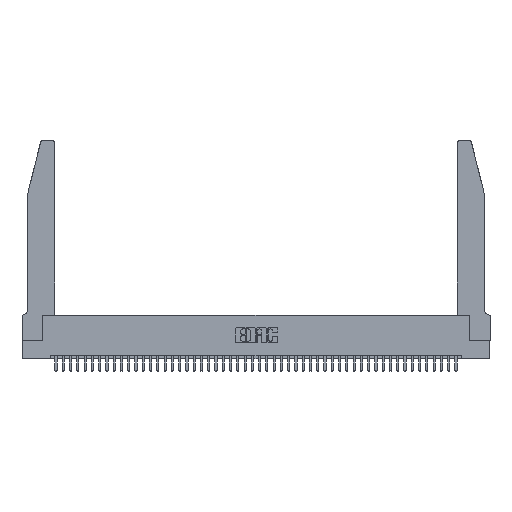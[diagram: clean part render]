
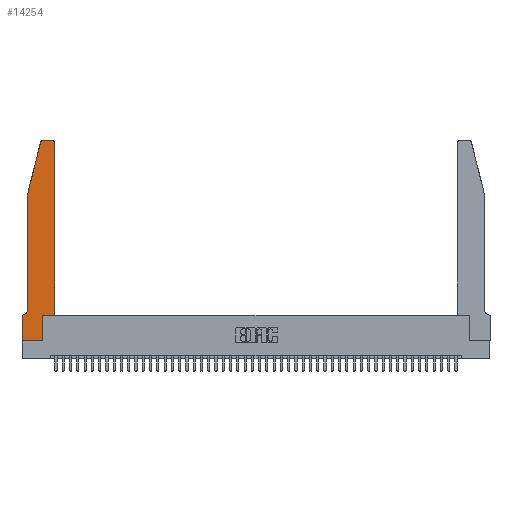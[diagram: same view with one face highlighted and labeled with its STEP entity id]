
A CAD part, top view. The second image highlights one B-rep face of the part: STEP entity #14254.
In plain terms, the highlighted planar face has unit normal (0, 0, 1).
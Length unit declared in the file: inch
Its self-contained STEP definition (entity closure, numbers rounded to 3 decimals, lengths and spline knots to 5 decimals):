
#523 = EDGE_CURVE ( 'NONE', #6939, #36842, #24937, .T. ) ;
#556 = CARTESIAN_POINT ( 'NONE',  ( 0.0755, 0.42, 0.37 ) ) ;
#1452 = VERTEX_POINT ( 'NONE', #556 ) ;
#1665 = ORIENTED_EDGE ( 'NONE', *, *, #18866, .T. ) ;
#2622 = CARTESIAN_POINT ( 'NONE',  ( 0.2605, 2.75, 0.37 ) ) ;
#3185 = CARTESIAN_POINT ( 'NONE',  ( 0.0755, 2., 0.37 ) ) ;
#3278 = DIRECTION ( 'NONE',  ( 0., 0., 1. ) ) ;
#3400 = DIRECTION ( 'NONE',  ( 1., 0., 0. ) ) ;
#3433 = AXIS2_PLACEMENT_3D ( 'NONE', #46803, #25397, #3400 ) ;
#3618 = EDGE_CURVE ( 'NONE', #7845, #12421, #11165, .T. ) ;
#3951 = LINE ( 'NONE', #12873, #20081 ) ;
#4765 = ORIENTED_EDGE ( 'NONE', *, *, #46100, .T. ) ;
#4946 = ORIENTED_EDGE ( 'NONE', *, *, #523, .T. ) ;
#5414 = DIRECTION ( 'NONE',  ( 0., 1., 0. ) ) ;
#6501 = LINE ( 'NONE', #10212, #32168 ) ;
#6939 = VERTEX_POINT ( 'NONE', #10178 ) ;
#7845 = VERTEX_POINT ( 'NONE', #30040 ) ;
#8149 = LINE ( 'NONE', #3185, #44353 ) ;
#8164 = EDGE_CURVE ( 'NONE', #1452, #22863, #19943, .T. ) ;
#8381 = VERTEX_POINT ( 'NONE', #14706 ) ;
#9799 = ORIENTED_EDGE ( 'NONE', *, *, #3618, .T. ) ;
#9820 = DIRECTION ( 'NONE',  ( 1., 0., 0. ) ) ;
#9954 = VECTOR ( 'NONE', #24630, 39.37008 ) ;
#10178 = CARTESIAN_POINT ( 'NONE',  ( 0.2865, 0.35, 0.37 ) ) ;
#10212 = CARTESIAN_POINT ( 'NONE',  ( 0.4505, 0.35, 0.37 ) ) ;
#11165 = LINE ( 'NONE', #27904, #40056 ) ;
#11386 = LINE ( 'NONE', #33882, #38012 ) ;
#12421 = VERTEX_POINT ( 'NONE', #19315 ) ;
#12873 = CARTESIAN_POINT ( 'NONE',  ( 0., 0., 0.37 ) ) ;
#13135 = VERTEX_POINT ( 'NONE', #21002 ) ;
#14254 = ADVANCED_FACE ( 'NONE', ( #17153 ), #24414, .T. ) ;
#14454 = AXIS2_PLACEMENT_3D ( 'NONE', #42102, #31673, #9820 ) ;
#14706 = CARTESIAN_POINT ( 'NONE',  ( 0.4505, 2.72, 0.37 ) ) ;
#14756 = EDGE_CURVE ( 'NONE', #22863, #40643, #42442, .T. ) ;
#15197 = CARTESIAN_POINT ( 'NONE',  ( 0.4505, 0.35, 0.37 ) ) ;
#15834 = DIRECTION ( 'NONE',  ( 0., -1., 0. ) ) ;
#15883 = ORIENTED_EDGE ( 'NONE', *, *, #18780, .T. ) ;
#16349 = CARTESIAN_POINT ( 'NONE',  ( 0.2865, 0.35, 0.37 ) ) ;
#16569 = DIRECTION ( 'NONE',  ( 0., -1., 0. ) ) ;
#16919 = DIRECTION ( 'NONE',  ( 1., 0., 0. ) ) ;
#16924 = CARTESIAN_POINT ( 'NONE',  ( 0.4205, 2.75, 0.37 ) ) ;
#17153 = FACE_OUTER_BOUND ( 'NONE', #27466, .T. ) ;
#17464 = DIRECTION ( 'NONE',  ( 1., 0., 0. ) ) ;
#17992 = AXIS2_PLACEMENT_3D ( 'NONE', #20836, #45934, #24495 ) ;
#18017 = DIRECTION ( 'NONE',  ( -0.239, -0.971, 0. ) ) ;
#18256 = CARTESIAN_POINT ( 'NONE',  ( 0.284, 2.75, 0.37 ) ) ;
#18780 = EDGE_CURVE ( 'NONE', #36842, #8381, #6501, .T. ) ;
#18866 = EDGE_CURVE ( 'NONE', #8381, #34561, #39401, .T. ) ;
#19234 = ORIENTED_EDGE ( 'NONE', *, *, #22907, .T. ) ;
#19315 = CARTESIAN_POINT ( 'NONE',  ( 0.2865, 0., 0.37 ) ) ;
#19943 = CIRCLE ( 'NONE', #17992, 0.07 ) ;
#20081 = VECTOR ( 'NONE', #16569, 39.37008 ) ;
#20836 = CARTESIAN_POINT ( 'NONE',  ( 0.0055, 0.42, 0.37 ) ) ;
#21002 = CARTESIAN_POINT ( 'NONE',  ( 0.0755, 2., 0.37 ) ) ;
#21400 = ORIENTED_EDGE ( 'NONE', *, *, #39837, .T. ) ;
#22863 = VERTEX_POINT ( 'NONE', #28135 ) ;
#22907 = EDGE_CURVE ( 'NONE', #34561, #25932, #32739, .T. ) ;
#23064 = ORIENTED_EDGE ( 'NONE', *, *, #27519, .T. ) ;
#23077 = CARTESIAN_POINT ( 'NONE',  ( 0.25487, 2.72718, 0.37 ) ) ;
#23387 = VECTOR ( 'NONE', #26920, 39.37008 ) ;
#23799 = VECTOR ( 'NONE', #17464, 39.37008 ) ;
#24036 = CIRCLE ( 'NONE', #39273, 0.03 ) ;
#24236 = ORIENTED_EDGE ( 'NONE', *, *, #37956, .T. ) ;
#24414 = PLANE ( 'NONE',  #14454 ) ;
#24495 = DIRECTION ( 'NONE',  ( -1., 0., 0. ) ) ;
#24591 = CARTESIAN_POINT ( 'NONE',  ( 0.4505, 0.35, 0.37 ) ) ;
#24630 = DIRECTION ( 'NONE',  ( -1., 0., 0. ) ) ;
#24937 = LINE ( 'NONE', #24591, #23799 ) ;
#25272 = CARTESIAN_POINT ( 'NONE',  ( 0.284, 2.72, 0.37 ) ) ;
#25397 = DIRECTION ( 'NONE',  ( 0., 0., 1. ) ) ;
#25932 = VERTEX_POINT ( 'NONE', #18256 ) ;
#26920 = DIRECTION ( 'NONE',  ( -1., 0., 0. ) ) ;
#27321 = LINE ( 'NONE', #16349, #46299 ) ;
#27466 = EDGE_LOOP ( 'NONE', ( #19234, #21400, #24236, #34335, #38266, #40526, #4765, #9799, #23064, #4946, #15883, #1665 ) ) ;
#27519 = EDGE_CURVE ( 'NONE', #12421, #6939, #27321, .T. ) ;
#27904 = CARTESIAN_POINT ( 'NONE',  ( 0., 0., 0.37 ) ) ;
#28135 = CARTESIAN_POINT ( 'NONE',  ( 0.0055, 0.35, 0.37 ) ) ;
#28940 = DIRECTION ( 'NONE',  ( 1., 0., 0. ) ) ;
#30040 = CARTESIAN_POINT ( 'NONE',  ( 0., 0., 0.37 ) ) ;
#31673 = DIRECTION ( 'NONE',  ( 0., 0., 1. ) ) ;
#32168 = VECTOR ( 'NONE', #39180, 39.37008 ) ;
#32739 = LINE ( 'NONE', #2622, #9954 ) ;
#33548 = CARTESIAN_POINT ( 'NONE',  ( 0., 0.35, 0.37 ) ) ;
#33882 = CARTESIAN_POINT ( 'NONE',  ( 0.0755, 2., 0.37 ) ) ;
#34335 = ORIENTED_EDGE ( 'NONE', *, *, #40134, .T. ) ;
#34561 = VERTEX_POINT ( 'NONE', #16924 ) ;
#36389 = VERTEX_POINT ( 'NONE', #23077 ) ;
#36842 = VERTEX_POINT ( 'NONE', #15197 ) ;
#37683 = CARTESIAN_POINT ( 'NONE',  ( 0.0755, 0.35, 0.37 ) ) ;
#37956 = EDGE_CURVE ( 'NONE', #36389, #13135, #8149, .T. ) ;
#38012 = VECTOR ( 'NONE', #15834, 39.37008 ) ;
#38266 = ORIENTED_EDGE ( 'NONE', *, *, #8164, .T. ) ;
#39180 = DIRECTION ( 'NONE',  ( 0., 1., 0. ) ) ;
#39273 = AXIS2_PLACEMENT_3D ( 'NONE', #25272, #3278, #28940 ) ;
#39401 = CIRCLE ( 'NONE', #3433, 0.03 ) ;
#39837 = EDGE_CURVE ( 'NONE', #25932, #36389, #24036, .T. ) ;
#40056 = VECTOR ( 'NONE', #16919, 39.37008 ) ;
#40134 = EDGE_CURVE ( 'NONE', #13135, #1452, #11386, .T. ) ;
#40526 = ORIENTED_EDGE ( 'NONE', *, *, #14756, .T. ) ;
#40643 = VERTEX_POINT ( 'NONE', #33548 ) ;
#42102 = CARTESIAN_POINT ( 'NONE',  ( 0., 0.35, 0.37 ) ) ;
#42442 = LINE ( 'NONE', #37683, #23387 ) ;
#44353 = VECTOR ( 'NONE', #18017, 39.37008 ) ;
#45934 = DIRECTION ( 'NONE',  ( 0., 0., -1. ) ) ;
#46100 = EDGE_CURVE ( 'NONE', #40643, #7845, #3951, .T. ) ;
#46299 = VECTOR ( 'NONE', #5414, 39.37008 ) ;
#46803 = CARTESIAN_POINT ( 'NONE',  ( 0.4205, 2.72, 0.37 ) ) ;
